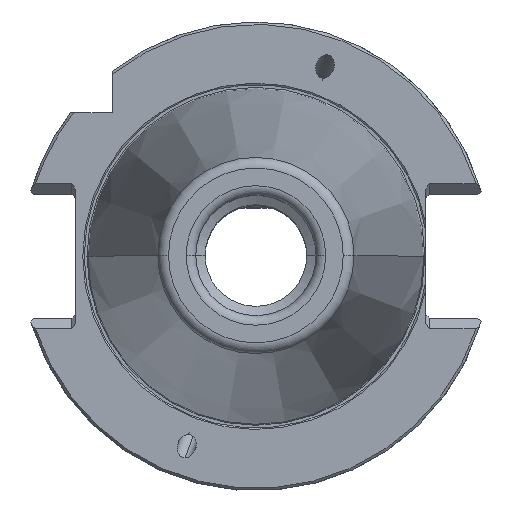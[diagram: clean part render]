
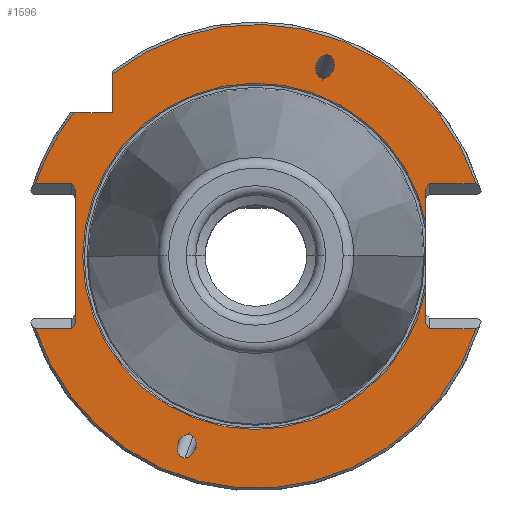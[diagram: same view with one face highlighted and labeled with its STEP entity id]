
A CAD part, top view. The second image highlights one B-rep face of the part: STEP entity #1596.
In plain terms, the highlighted planar face has unit normal (0, 0, 1).
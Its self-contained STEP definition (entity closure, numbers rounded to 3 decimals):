
#1244=EDGE_CURVE('NONE',#3104,#2024,#3514,.T.);
#1304=EDGE_CURVE('NONE',#2036,#1698,#3584,.T.);
#1364=VERTEX_POINT('NONE',#3649);
#1374=EDGE_CURVE('NONE',#1440,#2632,#3659,.T.);
#1440=VERTEX_POINT('NONE',#3733);
#1524=VERTEX_POINT('NONE',#3826);
#1526=VERTEX_POINT('NONE',#3828);
#1546=EDGE_CURVE('NONE',#2560,#2036,#3852,.T.);
#1596=ADVANCED_FACE('NONE',(#3905,#3906,#3907),#3908,.F.);
#1622=VERTEX_POINT('NONE',#3938);
#1626=EDGE_CURVE('NONE',#1524,#1364,#3942,.T.);
#1646=EDGE_CURVE('NONE',#1526,#2020,#3963,.T.);
#1648=EDGE_CURVE('NONE',#2002,#2454,#3965,.T.);
#1698=VERTEX_POINT('NONE',#4017);
#1728=VERTEX_POINT('NONE',#4050);
#1876=EDGE_CURVE('NONE',#3372,#2454,#4217,.T.);
#1976=VERTEX_POINT('NONE',#4331);
#2002=VERTEX_POINT('NONE',#4363);
#2020=VERTEX_POINT('NONE',#4384);
#2024=VERTEX_POINT('NONE',#4388);
#2036=VERTEX_POINT('NONE',#4404);
#2072=VERTEX_POINT('NONE',#4445);
#2086=EDGE_CURVE('NONE',#3104,#3382,#4463,.T.);
#2246=EDGE_CURVE('NONE',#1728,#1698,#4631,.T.);
#2274=EDGE_CURVE('NONE',#1976,#2020,#4663,.T.);
#2308=EDGE_CURVE('NONE',#1622,#2072,#4703,.T.);
#2328=EDGE_CURVE('NONE',#1364,#1524,#4724,.T.);
#2428=EDGE_CURVE('NONE',#1526,#2024,#4830,.T.);
#2454=VERTEX_POINT('NONE',#4858);
#2460=EDGE_CURVE('NONE',#3396,#3372,#4865,.T.);
#2560=VERTEX_POINT('NONE',#4978);
#2594=EDGE_CURVE('NONE',#2624,#3190,#5017,.T.);
#2624=VERTEX_POINT('NONE',#5050);
#2632=VERTEX_POINT('NONE',#5058);
#2668=EDGE_CURVE('NONE',#1976,#1440,#5096,.T.);
#3002=EDGE_CURVE('NONE',#3190,#2624,#5467,.T.);
#3104=VERTEX_POINT('NONE',#5583);
#3162=EDGE_CURVE('NONE',#2072,#2002,#5647,.T.);
#3190=VERTEX_POINT('NONE',#5677);
#3228=EDGE_CURVE('NONE',#2560,#1622,#5717,.T.);
#3256=EDGE_CURVE('NONE',#3396,#3382,#5748,.T.);
#3286=EDGE_CURVE('NONE',#2632,#1728,#5782,.T.);
#3372=VERTEX_POINT('NONE',#5884);
#3382=VERTEX_POINT('NONE',#5894);
#3396=VERTEX_POINT('NONE',#5908);
#3514=LINE('',#6088,#6089);
#3584=CIRCLE('',#6181,36.0);
#3649=CARTESIAN_POINT('',(14.027,37.047,-1.5));
#3659=LINE('',#6308,#6309);
#3733=CARTESIAN_POINT('',(45.816,-15.05,-1.5));
#3826=CARTESIAN_POINT('',(14.702,41.887,-1.5));
#3828=CARTESIAN_POINT('',(-37.5,-13.989,-1.5));
#3852=CIRCLE('',#6634,36.0);
#3905=FACE_OUTER_BOUND('',#6717,.T.);
#3906=FACE_BOUND('',#6718,.T.);
#3907=FACE_BOUND('',#6719,.T.);
#3908=PLANE('',#6720);
#3938=CARTESIAN_POINT('',(35.3,13.989,-1.5));
#3942=(B_SPLINE_CURVE(3,(#6780,#6781,#6782,#6783),.UNSPECIFIED.,.F.,.F.)B_SPLINE_CURVE_WITH_KNOTS((4,4),(6.011,9.153),.UNSPECIFIED.)RATIONAL_B_SPLINE_CURVE((1.0,0.333,0.333,1.0))BOUNDED_CURVE()REPRESENTATION_ITEM('')GEOMETRIC_REPRESENTATION_ITEM()CURVE());
#3963=LINE('',#6820,#6821);
#3965=CIRCLE('',#6824,48.225);
#4017=CARTESIAN_POINT('',(35.3,-7.065,-1.5));
#4050=CARTESIAN_POINT('',(35.3,-13.989,-1.5));
#4217=LINE('',#7235,#7236);
#4331=CARTESIAN_POINT('',(-45.816,-15.05,-1.5));
#4363=CARTESIAN_POINT('',(45.816,15.05,-1.5));
#4384=CARTESIAN_POINT('',(-38.25,-15.05,-1.5));
#4388=CARTESIAN_POINT('',(-37.5,13.989,-1.5));
#4404=CARTESIAN_POINT('',(-36.0,0.,-1.5));
#4445=CARTESIAN_POINT('',(36.05,15.05,-1.5));
#4463=LINE('',#7624,#7625);
#4631=LINE('',#7948,#7949);
#4663=LINE('',#7995,#7996);
#4703=LINE('',#8051,#8052);
#4724=(B_SPLINE_CURVE(3,(#8078,#8079,#8080,#8081),.UNSPECIFIED.,.F.,.F.)B_SPLINE_CURVE_WITH_KNOTS((4,4),(2.87,6.011),.UNSPECIFIED.)RATIONAL_B_SPLINE_CURVE((1.0,0.333,0.333,1.0))BOUNDED_CURVE()REPRESENTATION_ITEM('')GEOMETRIC_REPRESENTATION_ITEM()CURVE());
#4830=LINE('',#8291,#8292);
#4858=CARTESIAN_POINT('',(-29.85,37.876,-1.5));
#4865=LINE('',#8334,#8335);
#4978=CARTESIAN_POINT('',(35.3,7.065,-1.5));
#5017=(B_SPLINE_CURVE(3,(#8598,#8599,#8600,#8601),.UNSPECIFIED.,.F.,.F.)B_SPLINE_CURVE_WITH_KNOTS((4,4),(6.011,9.153),.UNSPECIFIED.)RATIONAL_B_SPLINE_CURVE((1.0,0.333,0.333,1.0))BOUNDED_CURVE()REPRESENTATION_ITEM('')GEOMETRIC_REPRESENTATION_ITEM()CURVE());
#5050=CARTESIAN_POINT('',(-14.702,-41.887,-1.5));
#5058=CARTESIAN_POINT('',(36.05,-15.05,-1.5));
#5096=CIRCLE('',#8727,48.225);
#5467=(B_SPLINE_CURVE(3,(#9270,#9271,#9272,#9273),.UNSPECIFIED.,.F.,.F.)B_SPLINE_CURVE_WITH_KNOTS((4,4),(2.87,6.011),.UNSPECIFIED.)RATIONAL_B_SPLINE_CURVE((1.0,0.333,0.333,1.0))BOUNDED_CURVE()REPRESENTATION_ITEM('')GEOMETRIC_REPRESENTATION_ITEM()CURVE());
#5583=CARTESIAN_POINT('',(-38.25,15.05,-1.5));
#5647=LINE('',#9703,#9704);
#5677=CARTESIAN_POINT('',(-14.027,-37.047,-1.5));
#5717=LINE('',#9849,#9850);
#5748=CIRCLE('',#9887,48.225);
#5782=LINE('',#9944,#9945);
#5884=CARTESIAN_POINT('',(-29.85,29.85,-1.5));
#5894=CARTESIAN_POINT('',(-45.816,15.05,-1.5));
#5908=CARTESIAN_POINT('',(-37.876,29.85,-1.5));
#6088=CARTESIAN_POINT('',(-1.838,-36.444,-1.5));
#6089=VECTOR('',#10255,1000.0);
#6181=AXIS2_PLACEMENT_3D('',#10344,#10345,#10346);
#6308=CARTESIAN_POINT('',(0.,-15.05,-1.5));
#6309=VECTOR('',#10416,1000.0);
#6634=AXIS2_PLACEMENT_3D('',#10640,#10641,#10642);
#6717=EDGE_LOOP('',(#10692,#10693,#10694,#10695,#10696,#10697,#10698,#10699,#10700,#10701,#10702,#10703,#10704,#10705,#10706,#10707,#10708,#10709));
#6718=EDGE_LOOP('',(#10710,#10711));
#6719=EDGE_LOOP('',(#10712,#10713));
#6720=AXIS2_PLACEMENT_3D('',#10714,#10715,#10716);
#6780=CARTESIAN_POINT('',(14.702,41.887,-1.5));
#6781=CARTESIAN_POINT('',(18.598,41.887,-1.5));
#6782=CARTESIAN_POINT('',(17.923,37.047,-1.5));
#6783=CARTESIAN_POINT('',(14.027,37.047,-1.5));
#6820=CARTESIAN_POINT('',(-34.972,-10.415,-1.5));
#6821=VECTOR('',#10776,1000.0);
#6824=AXIS2_PLACEMENT_3D('',#10777,#10778,#10779);
#7235=CARTESIAN_POINT('',(-29.85,29.85,-1.5));
#7236=VECTOR('',#11072,1000.0);
#7624=CARTESIAN_POINT('',(0.,15.05,-1.5));
#7625=VECTOR('',#11431,1000.0);
#7948=CARTESIAN_POINT('',(35.3,-35.144,-1.5));
#7949=VECTOR('',#11575,1000.0);
#7995=CARTESIAN_POINT('',(0.,-15.05,-1.5));
#7996=VECTOR('',#11622,1000.0);
#8051=CARTESIAN_POINT('',(0.372,-35.407,-1.5));
#8052=VECTOR('',#11684,1000.0);
#8078=CARTESIAN_POINT('',(14.027,37.047,-1.5));
#8079=CARTESIAN_POINT('',(10.132,37.047,-1.5));
#8080=CARTESIAN_POINT('',(10.807,41.887,-1.5));
#8081=CARTESIAN_POINT('',(14.702,41.887,-1.5));
#8291=CARTESIAN_POINT('',(-37.5,-35.144,-1.5));
#8292=VECTOR('',#11789,1000.0);
#8334=CARTESIAN_POINT('',(-49.85,29.85,-1.5));
#8335=VECTOR('',#11823,1000.0);
#8598=CARTESIAN_POINT('',(-14.702,-41.887,-1.5));
#8599=CARTESIAN_POINT('',(-18.598,-41.887,-1.5));
#8600=CARTESIAN_POINT('',(-17.923,-37.047,-1.5));
#8601=CARTESIAN_POINT('',(-14.027,-37.047,-1.5));
#8727=AXIS2_PLACEMENT_3D('',#12073,#12074,#12075);
#9270=CARTESIAN_POINT('',(-14.027,-37.047,-1.5));
#9271=CARTESIAN_POINT('',(-10.132,-37.047,-1.5));
#9272=CARTESIAN_POINT('',(-10.807,-41.887,-1.5));
#9273=CARTESIAN_POINT('',(-14.702,-41.887,-1.5));
#9703=CARTESIAN_POINT('',(0.,15.05,-1.5));
#9704=VECTOR('',#12723,1000.0);
#9849=CARTESIAN_POINT('',(35.3,-35.144,-1.5));
#9850=VECTOR('',#12776,1000.0);
#9887=AXIS2_PLACEMENT_3D('',#12818,#12819,#12820);
#9944=CARTESIAN_POINT('',(33.506,-11.452,-1.5));
#9945=VECTOR('',#12856,1000.0);
#10255=DIRECTION('',(0.577,-0.816,0.));
#10344=CARTESIAN_POINT('',(0.,0.,-1.5));
#10345=DIRECTION('',(0.,0.,1.0));
#10346=DIRECTION('',(1.0,0.,0.));
#10416=DIRECTION('',(-1.0,0.,0.));
#10640=CARTESIAN_POINT('',(0.,0.,-1.5));
#10641=DIRECTION('',(0.,0.,1.0));
#10642=DIRECTION('',(1.0,0.,0.));
#10692=ORIENTED_EDGE('',*,*,#2274,.F.);
#10693=ORIENTED_EDGE('',*,*,#2668,.T.);
#10694=ORIENTED_EDGE('',*,*,#1374,.T.);
#10695=ORIENTED_EDGE('',*,*,#3286,.T.);
#10696=ORIENTED_EDGE('',*,*,#2246,.T.);
#10697=ORIENTED_EDGE('',*,*,#1304,.F.);
#10698=ORIENTED_EDGE('',*,*,#1546,.F.);
#10699=ORIENTED_EDGE('',*,*,#3228,.T.);
#10700=ORIENTED_EDGE('',*,*,#2308,.T.);
#10701=ORIENTED_EDGE('',*,*,#3162,.T.);
#10702=ORIENTED_EDGE('',*,*,#1648,.T.);
#10703=ORIENTED_EDGE('',*,*,#1876,.F.);
#10704=ORIENTED_EDGE('',*,*,#2460,.F.);
#10705=ORIENTED_EDGE('',*,*,#3256,.T.);
#10706=ORIENTED_EDGE('',*,*,#2086,.F.);
#10707=ORIENTED_EDGE('',*,*,#1244,.T.);
#10708=ORIENTED_EDGE('',*,*,#2428,.F.);
#10709=ORIENTED_EDGE('',*,*,#1646,.T.);
#10710=ORIENTED_EDGE('',*,*,#2594,.T.);
#10711=ORIENTED_EDGE('',*,*,#3002,.T.);
#10712=ORIENTED_EDGE('',*,*,#1626,.T.);
#10713=ORIENTED_EDGE('',*,*,#2328,.T.);
#10714=CARTESIAN_POINT('',(0.,-35.144,-1.5));
#10715=DIRECTION('',(0.,0.,-1.0));
#10716=DIRECTION('',(0.,-1.0,0.));
#10776=DIRECTION('',(-0.577,-0.816,0.));
#10777=CARTESIAN_POINT('',(0.,0.,-1.5));
#10778=DIRECTION('',(0.,0.,1.0));
#10779=DIRECTION('',(1.0,0.,0.));
#11072=DIRECTION('',(0.,1.0,0.));
#11431=DIRECTION('',(-1.0,0.,0.));
#11575=DIRECTION('',(0.,1.0,0.));
#11622=DIRECTION('',(1.0,0.,0.));
#11684=DIRECTION('',(0.577,0.816,0.));
#11789=DIRECTION('',(0.,1.0,0.));
#11823=DIRECTION('',(1.0,0.,0.));
#12073=CARTESIAN_POINT('',(0.,0.,-1.5));
#12074=DIRECTION('',(0.,0.,1.0));
#12075=DIRECTION('',(1.0,0.,0.));
#12723=DIRECTION('',(1.0,0.,0.));
#12776=DIRECTION('',(0.,1.0,0.));
#12818=CARTESIAN_POINT('',(0.,0.,-1.5));
#12819=DIRECTION('',(0.,0.,1.0));
#12820=DIRECTION('',(1.0,0.,0.));
#12856=DIRECTION('',(-0.577,0.816,0.));
